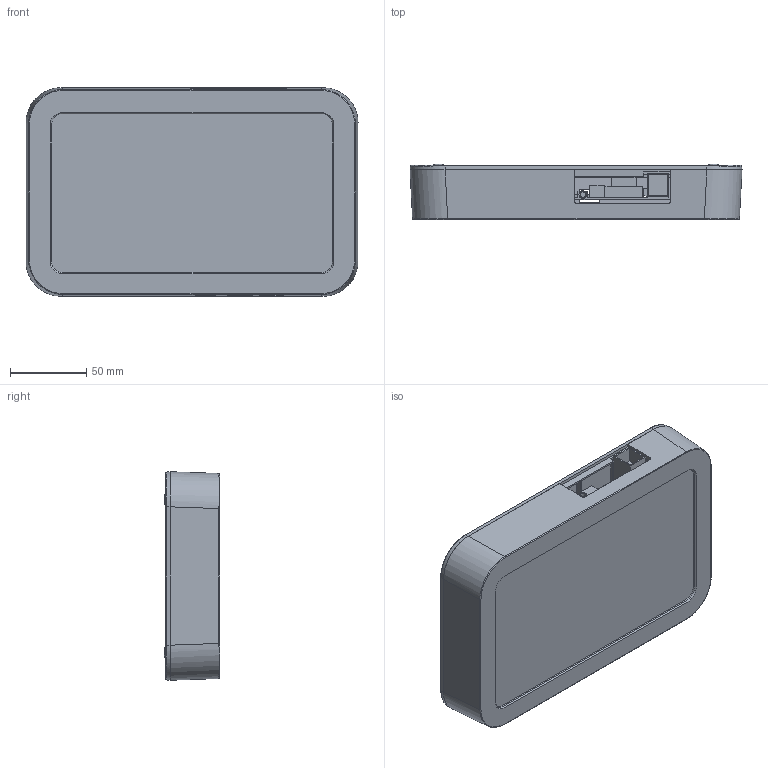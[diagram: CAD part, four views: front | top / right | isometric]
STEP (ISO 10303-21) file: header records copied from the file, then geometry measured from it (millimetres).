
FILE_DESCRIPTION((''),'2;1');
FILE_NAME('LARGE_BOX_ASM_95_ASM_1_ASM','2016-04-26T',('Administrator'),(''),'PRO/ENGINEER BY PARAMETRIC TECHNOLOGY CORPORATION, 2009360','PRO/ENGINEER BY PARAMETRIC TECHNOLOGY CORPORATION, 2009360','');
FILE_SCHEMA(('CONFIG_CONTROL_DESIGN'));
Length unit declared in the file: millimetre
Products named in the file (9): LARGE_BOT_57_1; PCB_5_1; BATTERY_2_1; LCD_10_1; BRACKET_16_1; LARGE_TOP_46_2; PLATE_2_1; LOGO_SUR; LARGE_BOX_ASM_95_ASM_1_ASM
Assembly tree (13 placements, depth 2):
  LARGE_BOX_ASM_95_ASM_1_ASM
    LARGE_BOT_57_1
    PCB_5_1
    BATTERY_2_1
    LCD_10_1
    BRACKET_16_1  x6
    LARGE_TOP_46_2
    PLATE_2_1
    LOGO_SUR
Bounding box: 217.37 x 36.3 x 136.5 mm (x, y, z)
Volume: 383569.6 mm3; surface area: 263666 mm2
Topology: 12 solids, 29 shells, 1325 faces, 3494 edges, 2330 vertices
Faces by surface type: plane 950, cylinder 318, cone 28, bspline 16, torus 12, extrusion 1
Entity records: 33890 total; most frequent: CARTESIAN_POINT 6902, ORIENTED_EDGE 5526, DIRECTION 5366, EDGE_CURVE 2829, VECTOR 2256, LINE 2255, VERTEX_POINT 1890, AXIS2_PLACEMENT_3D 1555
